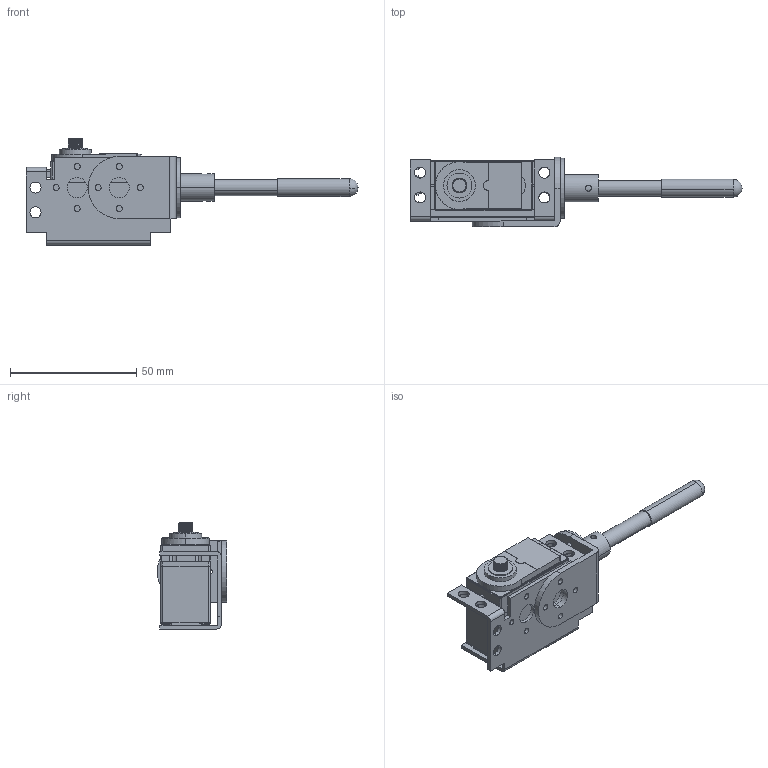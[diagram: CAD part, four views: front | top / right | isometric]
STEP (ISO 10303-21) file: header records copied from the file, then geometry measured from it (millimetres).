
FILE_DESCRIPTION (( 'STEP AP203' ), '1' );
FILE_NAME ('link3_test.STEP', '2016-06-07T07:26:06', ( 'User' ), ( 'Hewlett-Packard Company' ), 'SwSTEP 2.0', 'SolidWorks 2015', '' );
FILE_SCHEMA (( 'CONFIG_CONTROL_DESIGN' ));
Length unit declared in the file: millimetre
Products named in the file (12): long screw_CR-BHMS 0.06-80x0.625x0.625-S; servo; asb-04; asb-06; hub-08; bottom cover; tube; servo Case; REC-03; servo cover; link3_test; spline output
Assembly tree (14 placements, depth 3):
  link3_test
    servo
      bottom cover
      servo Case
      servo cover
      spline output
      long screw_CR-BHMS 0.06-80x0.625x0.625-S  x4
    asb-04
    asb-06
    hub-08
    tube
    REC-03
Bounding box: 131.51 x 27.61 x 42.04 mm (x, y, z)
Volume: 19954.5 mm3; surface area: 30703.9 mm2
Topology: 13 solids, 13 shells, 1539 faces, 4068 edges, 2601 vertices
Faces by surface type: plane 586, cylinder 541, cone 402, sphere 10
Entity records: 34204 total; most frequent: CARTESIAN_POINT 6059, DIRECTION 5846, ORIENTED_EDGE 5516, EDGE_CURVE 2758, AXIS2_PLACEMENT_3D 2140, VERTEX_POINT 1785, LINE 1566, VECTOR 1566
